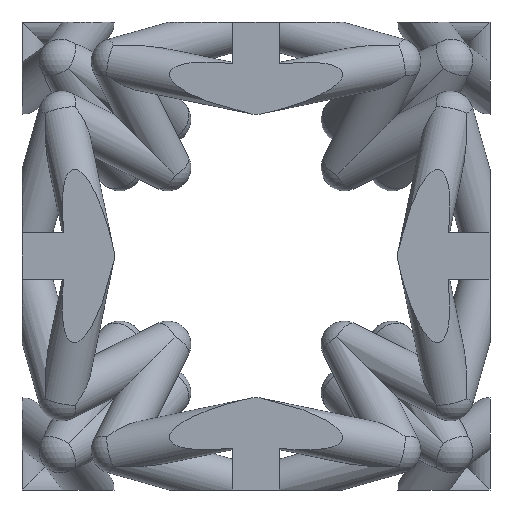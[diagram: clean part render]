
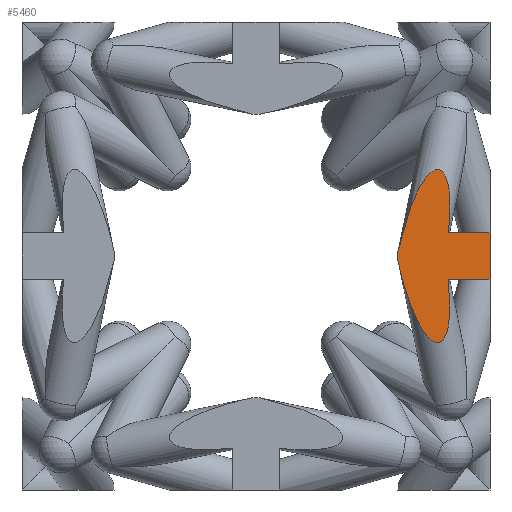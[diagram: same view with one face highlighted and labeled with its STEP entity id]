
A CAD part, left-side view. The second image highlights one B-rep face of the part: STEP entity #5460.
In plain terms, the highlighted planar face has unit normal (-1, 0, 0).
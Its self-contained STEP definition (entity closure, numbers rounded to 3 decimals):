
#1835 = CYLINDRICAL_SURFACE('',#1836,0.5);
#1836 = AXIS2_PLACEMENT_3D('',#1837,#1838,#1839);
#1837 = CARTESIAN_POINT('',(-5.,-3.523,0.));
#1838 = DIRECTION('',(0.265,-0.196,-0.944));
#1839 = DIRECTION('',(-0.963,0.,-0.27
    ));
#2082 = PLANE('',#2083);
#2083 = AXIS2_PLACEMENT_3D('',#2084,#2085,#2086);
#2084 = CARTESIAN_POINT('',(-5.,-5.,-5.));
#2085 = DIRECTION('',(-0.,1.,0.));
#2086 = DIRECTION('',(0.,0.,1.));
#3378 = VERTEX_POINT('',#3379);
#3379 = CARTESIAN_POINT('',(-5.,-3.879,-1.849));
#3405 = EDGE_CURVE('',#3378,#3406,#3408,.T.);
#3406 = VERTEX_POINT('',#3407);
#3407 = CARTESIAN_POINT('',(-5.,-3.034,-0.102));
#3408 = SURFACE_CURVE('',#3409,(#3414,#3426),.PCURVE_S1.);
#3409 = ELLIPSE('',#3410,1.886,0.5);
#3410 = AXIS2_PLACEMENT_3D('',#3411,#3412,#3413);
#3411 = CARTESIAN_POINT('',(-5.,-3.523,0.));
#3412 = DIRECTION('',(1.,0.,0.));
#3413 = DIRECTION('',(0.,-0.203,-0.979));
#3414 = PCURVE('',#1835,#3415);
#3415 = DEFINITIONAL_REPRESENTATION('',(#3416),#3425);
#3416 = B_SPLINE_CURVE_WITH_KNOTS('',7,(#3417,#3418,#3419,#3420,#3421,
    #3422,#3423,#3424),.UNSPECIFIED.,.F.,.F.,(8,8),(0.055,
    1.571),.PIECEWISE_BEZIER_KNOTS.);
#3417 = CARTESIAN_POINT('',(0.,1.816));
#3418 = CARTESIAN_POINT('',(0.217,1.794));
#3419 = CARTESIAN_POINT('',(0.433,1.673));
#3420 = CARTESIAN_POINT('',(0.65,1.455));
#3421 = CARTESIAN_POINT('',(0.866,1.151));
#3422 = CARTESIAN_POINT('',(1.083,0.788));
#3423 = CARTESIAN_POINT('',(1.299,0.394));
#3424 = CARTESIAN_POINT('',(1.516,0.));
#3425 = ( GEOMETRIC_REPRESENTATION_CONTEXT(2) 
PARAMETRIC_REPRESENTATION_CONTEXT() REPRESENTATION_CONTEXT('2D SPACE',''
  ) );
#3426 = PCURVE('',#3427,#3432);
#3427 = PLANE('',#3428);
#3428 = AXIS2_PLACEMENT_3D('',#3429,#3430,#3431);
#3429 = CARTESIAN_POINT('',(-5.,-5.,-5.));
#3430 = DIRECTION('',(1.,0.,-0.));
#3431 = DIRECTION('',(0.,0.,1.));
#3432 = DEFINITIONAL_REPRESENTATION('',(#3433),#3437);
#3433 = ELLIPSE('',#3434,1.886,0.5);
#3434 = AXIS2_PLACEMENT_2D('',#3435,#3436);
#3435 = CARTESIAN_POINT('',(5.,-1.477));
#3436 = DIRECTION('',(-0.979,0.203));
#3437 = ( GEOMETRIC_REPRESENTATION_CONTEXT(2) 
PARAMETRIC_REPRESENTATION_CONTEXT() REPRESENTATION_CONTEXT('2D SPACE',''
  ) );
#3456 = SPHERICAL_SURFACE('',#3457,0.5);
#3457 = AXIS2_PLACEMENT_3D('',#3458,#3459,#3460);
#3458 = CARTESIAN_POINT('',(-5.,-3.523,0.));
#3459 = DIRECTION('',(0.,0.,1.));
#3460 = DIRECTION('',(1.,0.,-0.));
#3499 = CYLINDRICAL_SURFACE('',#3500,0.5);
#3500 = AXIS2_PLACEMENT_3D('',#3501,#3502,#3503);
#3501 = CARTESIAN_POINT('',(-5.,-3.523,0.));
#3502 = DIRECTION('',(0.265,-0.196,0.944));
#3503 = DIRECTION('',(0.963,0.,-0.27
    ));
#3545 = VERTEX_POINT('',#3546);
#3546 = CARTESIAN_POINT('',(-5.,-4.11,-0.5));
#3567 = CYLINDRICAL_SURFACE('',#3568,0.5);
#3568 = AXIS2_PLACEMENT_3D('',#3569,#3570,#3571);
#3569 = CARTESIAN_POINT('',(-5.,-5.,0.));
#3570 = DIRECTION('',(0.,1.,0.));
#3571 = DIRECTION('',(0.,-0.,1.));
#3585 = EDGE_CURVE('',#3545,#3378,#3586,.T.);
#3586 = SURFACE_CURVE('',#3587,(#3592,#3604),.PCURVE_S1.);
#3587 = ELLIPSE('',#3588,1.886,0.5);
#3588 = AXIS2_PLACEMENT_3D('',#3589,#3590,#3591);
#3589 = CARTESIAN_POINT('',(-5.,-3.523,0.));
#3590 = DIRECTION('',(1.,0.,0.));
#3591 = DIRECTION('',(0.,-0.203,-0.979));
#3592 = PCURVE('',#1835,#3593);
#3593 = DEFINITIONAL_REPRESENTATION('',(#3594),#3603);
#3594 = B_SPLINE_CURVE_WITH_KNOTS('',7,(#3595,#3596,#3597,#3598,#3599,
    #3600,#3601,#3602),.UNSPECIFIED.,.F.,.F.,(8,8),(4.712,
    6.338),.PIECEWISE_BEZIER_KNOTS.);
#3595 = CARTESIAN_POINT('',(4.657,0.));
#3596 = CARTESIAN_POINT('',(4.89,0.422));
#3597 = CARTESIAN_POINT('',(5.122,0.845));
#3598 = CARTESIAN_POINT('',(5.354,1.23));
#3599 = CARTESIAN_POINT('',(5.586,1.54));
#3600 = CARTESIAN_POINT('',(5.819,1.748));
#3601 = CARTESIAN_POINT('',(6.051,1.839));
#3602 = CARTESIAN_POINT('',(6.283,1.816));
#3603 = ( GEOMETRIC_REPRESENTATION_CONTEXT(2) 
PARAMETRIC_REPRESENTATION_CONTEXT() REPRESENTATION_CONTEXT('2D SPACE',''
  ) );
#3604 = PCURVE('',#3427,#3605);
#3605 = DEFINITIONAL_REPRESENTATION('',(#3606),#3610);
#3606 = ELLIPSE('',#3607,1.886,0.5);
#3607 = AXIS2_PLACEMENT_2D('',#3608,#3609);
#3608 = CARTESIAN_POINT('',(5.,-1.477));
#3609 = DIRECTION('',(-0.979,0.203));
#3610 = ( GEOMETRIC_REPRESENTATION_CONTEXT(2) 
PARAMETRIC_REPRESENTATION_CONTEXT() REPRESENTATION_CONTEXT('2D SPACE',''
  ) );
#3820 = VERTEX_POINT('',#3821);
#3821 = CARTESIAN_POINT('',(-5.,-5.,-0.5));
#3840 = EDGE_CURVE('',#3820,#3841,#3843,.T.);
#3841 = VERTEX_POINT('',#3842);
#3842 = CARTESIAN_POINT('',(-5.,-5.,0.5));
#3843 = SURFACE_CURVE('',#3844,(#3848,#3855),.PCURVE_S1.);
#3844 = LINE('',#3845,#3846);
#3845 = CARTESIAN_POINT('',(-5.,-5.,-5.));
#3846 = VECTOR('',#3847,1.);
#3847 = DIRECTION('',(0.,0.,1.));
#3848 = PCURVE('',#2082,#3849);
#3849 = DEFINITIONAL_REPRESENTATION('',(#3850),#3854);
#3850 = LINE('',#3851,#3852);
#3851 = CARTESIAN_POINT('',(0.,0.));
#3852 = VECTOR('',#3853,1.);
#3853 = DIRECTION('',(1.,0.));
#3854 = ( GEOMETRIC_REPRESENTATION_CONTEXT(2) 
PARAMETRIC_REPRESENTATION_CONTEXT() REPRESENTATION_CONTEXT('2D SPACE',''
  ) );
#3855 = PCURVE('',#3427,#3856);
#3856 = DEFINITIONAL_REPRESENTATION('',(#3857),#3861);
#3857 = LINE('',#3858,#3859);
#3858 = CARTESIAN_POINT('',(0.,0.));
#3859 = VECTOR('',#3860,1.);
#3860 = DIRECTION('',(1.,0.));
#3861 = ( GEOMETRIC_REPRESENTATION_CONTEXT(2) 
PARAMETRIC_REPRESENTATION_CONTEXT() REPRESENTATION_CONTEXT('2D SPACE',''
  ) );
#5460 = ADVANCED_FACE('',(#5461),#3427,.F.);
#5461 = FACE_BOUND('',#5462,.F.);
#5462 = EDGE_LOOP('',(#5463,#5464,#5483,#5484,#5485,#5509,#5544));
#5463 = ORIENTED_EDGE('',*,*,#3840,.F.);
#5464 = ORIENTED_EDGE('',*,*,#5465,.T.);
#5465 = EDGE_CURVE('',#3820,#3545,#5466,.T.);
#5466 = SURFACE_CURVE('',#5467,(#5471,#5477),.PCURVE_S1.);
#5467 = LINE('',#5468,#5469);
#5468 = CARTESIAN_POINT('',(-5.,-5.,-0.5));
#5469 = VECTOR('',#5470,1.);
#5470 = DIRECTION('',(0.,1.,0.));
#5471 = PCURVE('',#3427,#5472);
#5472 = DEFINITIONAL_REPRESENTATION('',(#5473),#5476);
#5473 = B_SPLINE_CURVE_WITH_KNOTS('',1,(#5474,#5475),.UNSPECIFIED.,.F.,
  .F.,(2,2),(0.,1.477),.PIECEWISE_BEZIER_KNOTS.);
#5474 = CARTESIAN_POINT('',(4.5,0.));
#5475 = CARTESIAN_POINT('',(4.5,-1.477));
#5476 = ( GEOMETRIC_REPRESENTATION_CONTEXT(2) 
PARAMETRIC_REPRESENTATION_CONTEXT() REPRESENTATION_CONTEXT('2D SPACE',''
  ) );
#5477 = PCURVE('',#3567,#5478);
#5478 = DEFINITIONAL_REPRESENTATION('',(#5479),#5482);
#5479 = B_SPLINE_CURVE_WITH_KNOTS('',1,(#5480,#5481),.UNSPECIFIED.,.F.,
  .F.,(2,2),(0.,1.477),.PIECEWISE_BEZIER_KNOTS.);
#5480 = CARTESIAN_POINT('',(3.142,0.));
#5481 = CARTESIAN_POINT('',(3.142,1.477));
#5482 = ( GEOMETRIC_REPRESENTATION_CONTEXT(2) 
PARAMETRIC_REPRESENTATION_CONTEXT() REPRESENTATION_CONTEXT('2D SPACE',''
  ) );
#5483 = ORIENTED_EDGE('',*,*,#3585,.T.);
#5484 = ORIENTED_EDGE('',*,*,#3405,.T.);
#5485 = ORIENTED_EDGE('',*,*,#5486,.T.);
#5486 = EDGE_CURVE('',#3406,#5487,#5489,.T.);
#5487 = VERTEX_POINT('',#5488);
#5488 = CARTESIAN_POINT('',(-5.,-3.034,0.102));
#5489 = SURFACE_CURVE('',#5490,(#5495,#5502),.PCURVE_S1.);
#5490 = CIRCLE('',#5491,0.5);
#5491 = AXIS2_PLACEMENT_3D('',#5492,#5493,#5494);
#5492 = CARTESIAN_POINT('',(-5.,-3.523,0.));
#5493 = DIRECTION('',(1.,0.,-0.));
#5494 = DIRECTION('',(0.,0.,1.));
#5495 = PCURVE('',#3427,#5496);
#5496 = DEFINITIONAL_REPRESENTATION('',(#5497),#5501);
#5497 = CIRCLE('',#5498,0.5);
#5498 = AXIS2_PLACEMENT_2D('',#5499,#5500);
#5499 = CARTESIAN_POINT('',(5.,-1.477));
#5500 = DIRECTION('',(1.,0.));
#5501 = ( GEOMETRIC_REPRESENTATION_CONTEXT(2) 
PARAMETRIC_REPRESENTATION_CONTEXT() REPRESENTATION_CONTEXT('2D SPACE',''
  ) );
#5502 = PCURVE('',#3456,#5503);
#5503 = DEFINITIONAL_REPRESENTATION('',(#5504),#5508);
#5504 = LINE('',#5505,#5506);
#5505 = CARTESIAN_POINT('',(1.571,-4.712));
#5506 = VECTOR('',#5507,1.);
#5507 = DIRECTION('',(-0.,1.));
#5508 = ( GEOMETRIC_REPRESENTATION_CONTEXT(2) 
PARAMETRIC_REPRESENTATION_CONTEXT() REPRESENTATION_CONTEXT('2D SPACE',''
  ) );
#5509 = ORIENTED_EDGE('',*,*,#5510,.T.);
#5510 = EDGE_CURVE('',#5487,#5511,#5513,.T.);
#5511 = VERTEX_POINT('',#5512);
#5512 = CARTESIAN_POINT('',(-5.,-4.11,0.5));
#5513 = SURFACE_CURVE('',#5514,(#5519,#5526),.PCURVE_S1.);
#5514 = ELLIPSE('',#5515,1.886,0.5);
#5515 = AXIS2_PLACEMENT_3D('',#5516,#5517,#5518);
#5516 = CARTESIAN_POINT('',(-5.,-3.523,0.));
#5517 = DIRECTION('',(1.,0.,0.));
#5518 = DIRECTION('',(0.,-0.203,0.979));
#5519 = PCURVE('',#3427,#5520);
#5520 = DEFINITIONAL_REPRESENTATION('',(#5521),#5525);
#5521 = ELLIPSE('',#5522,1.886,0.5);
#5522 = AXIS2_PLACEMENT_2D('',#5523,#5524);
#5523 = CARTESIAN_POINT('',(5.,-1.477));
#5524 = DIRECTION('',(0.979,0.203));
#5525 = ( GEOMETRIC_REPRESENTATION_CONTEXT(2) 
PARAMETRIC_REPRESENTATION_CONTEXT() REPRESENTATION_CONTEXT('2D SPACE',''
  ) );
#5526 = PCURVE('',#3499,#5527);
#5527 = DEFINITIONAL_REPRESENTATION('',(#5528),#5543);
#5528 = B_SPLINE_CURVE_WITH_KNOTS('',7,(#5529,#5530,#5531,#5532,#5533,
    #5534,#5535,#5536,#5537,#5538,#5539,#5540,#5541,#5542),
  .UNSPECIFIED.,.F.,.F.,(8,6,8),(4.712,6.283,
    7.854),.UNSPECIFIED.);
#5529 = CARTESIAN_POINT('',(1.626,0.));
#5530 = CARTESIAN_POINT('',(1.85,0.408));
#5531 = CARTESIAN_POINT('',(2.075,0.816));
#5532 = CARTESIAN_POINT('',(2.299,1.191));
#5533 = CARTESIAN_POINT('',(2.523,1.498));
#5534 = CARTESIAN_POINT('',(2.748,1.712));
#5535 = CARTESIAN_POINT('',(2.972,1.818));
#5536 = CARTESIAN_POINT('',(3.421,1.818));
#5537 = CARTESIAN_POINT('',(3.645,1.712));
#5538 = CARTESIAN_POINT('',(3.87,1.498));
#5539 = CARTESIAN_POINT('',(4.094,1.191));
#5540 = CARTESIAN_POINT('',(4.319,0.816));
#5541 = CARTESIAN_POINT('',(4.543,0.408));
#5542 = CARTESIAN_POINT('',(4.767,0.));
#5543 = ( GEOMETRIC_REPRESENTATION_CONTEXT(2) 
PARAMETRIC_REPRESENTATION_CONTEXT() REPRESENTATION_CONTEXT('2D SPACE',''
  ) );
#5544 = ORIENTED_EDGE('',*,*,#5545,.F.);
#5545 = EDGE_CURVE('',#3841,#5511,#5546,.T.);
#5546 = SURFACE_CURVE('',#5547,(#5551,#5558),.PCURVE_S1.);
#5547 = LINE('',#5548,#5549);
#5548 = CARTESIAN_POINT('',(-5.,-5.,0.5));
#5549 = VECTOR('',#5550,1.);
#5550 = DIRECTION('',(0.,1.,0.));
#5551 = PCURVE('',#3427,#5552);
#5552 = DEFINITIONAL_REPRESENTATION('',(#5553),#5557);
#5553 = LINE('',#5554,#5555);
#5554 = CARTESIAN_POINT('',(5.5,0.));
#5555 = VECTOR('',#5556,1.);
#5556 = DIRECTION('',(0.,-1.));
#5557 = ( GEOMETRIC_REPRESENTATION_CONTEXT(2) 
PARAMETRIC_REPRESENTATION_CONTEXT() REPRESENTATION_CONTEXT('2D SPACE',''
  ) );
#5558 = PCURVE('',#3567,#5559);
#5559 = DEFINITIONAL_REPRESENTATION('',(#5560),#5564);
#5560 = LINE('',#5561,#5562);
#5561 = CARTESIAN_POINT('',(0.,-0.));
#5562 = VECTOR('',#5563,1.);
#5563 = DIRECTION('',(0.,1.));
#5564 = ( GEOMETRIC_REPRESENTATION_CONTEXT(2) 
PARAMETRIC_REPRESENTATION_CONTEXT() REPRESENTATION_CONTEXT('2D SPACE',''
  ) );
